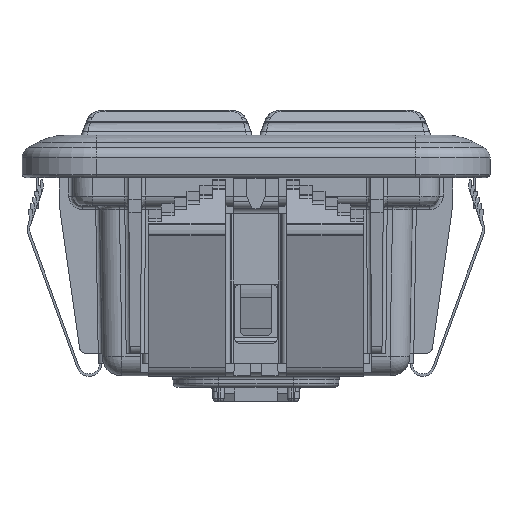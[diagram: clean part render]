
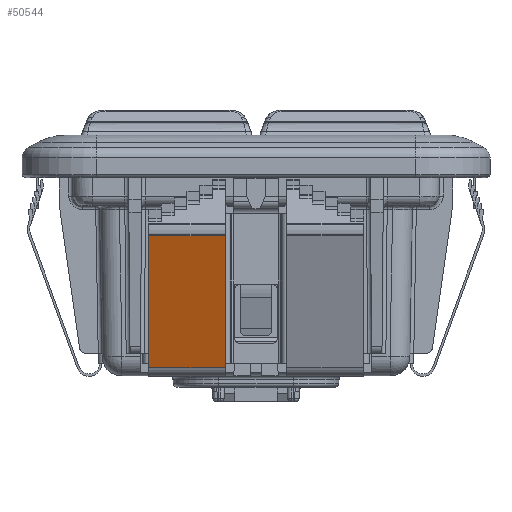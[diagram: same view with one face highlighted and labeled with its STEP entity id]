
A CAD part, front view. The second image highlights one B-rep face of the part: STEP entity #50544.
In plain terms, the highlighted planar face has unit normal (0, -0.938, -0.346).
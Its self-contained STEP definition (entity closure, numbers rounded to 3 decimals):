
#3535=DIRECTION('',(0.,0.346,-0.938));
#3536=VECTOR('',#3535,18.129);
#3537=CARTESIAN_POINT('',(-13.843,-72.203,-7.511));
#3538=LINE('',#3537,#3536);
#3637=DIRECTION('',(0.,0.346,-0.938));
#3638=VECTOR('',#3637,18.129);
#3639=CARTESIAN_POINT('',(-3.937,-72.203,-7.511));
#3640=LINE('',#3639,#3638);
#3690=DIRECTION('',(1.,0.,0.));
#3691=VECTOR('',#3690,9.906);
#3692=CARTESIAN_POINT('',(-13.843,-65.938,-24.523));
#3693=LINE('',#3692,#3691);
#3694=DIRECTION('',(1.,0.,0.));
#3695=VECTOR('',#3694,9.906);
#3696=CARTESIAN_POINT('',(-13.843,-72.203,-7.511));
#3697=LINE('',#3696,#3695);
#44362=CARTESIAN_POINT('',(-13.843,-72.203,-7.511));
#44363=CARTESIAN_POINT('',(-13.843,-65.938,-24.523));
#44364=VERTEX_POINT('',#44362);
#44365=VERTEX_POINT('',#44363);
#44376=CARTESIAN_POINT('',(-3.937,-72.203,-7.511));
#44377=VERTEX_POINT('',#44376);
#44378=CARTESIAN_POINT('',(-3.937,-65.938,-24.523));
#44379=VERTEX_POINT('',#44378);
#50533=CARTESIAN_POINT('',(-13.843,-72.203,-7.511));
#50534=DIRECTION('',(0.,0.938,0.346));
#50535=DIRECTION('',(0.,0.346,-0.938));
#50536=AXIS2_PLACEMENT_3D('',#50533,#50534,#50535);
#50537=PLANE('',#50536);
#50538=ORIENTED_EDGE('',*,*,#50413,.F.);
#50539=ORIENTED_EDGE('',*,*,#50481,.T.);
#50540=ORIENTED_EDGE('',*,*,#50494,.T.);
#50541=ORIENTED_EDGE('',*,*,#50525,.F.);
#50542=EDGE_LOOP('',(#50538,#50539,#50540,#50541));
#50543=FACE_OUTER_BOUND('',#50542,.F.);
#50544=ADVANCED_FACE('',(#50543),#50537,.F.);
#50413=EDGE_CURVE('',#44364,#44365,#3538,.T.);
#50481=EDGE_CURVE('',#44364,#44377,#3697,.T.);
#50494=EDGE_CURVE('',#44377,#44379,#3640,.T.);
#50525=EDGE_CURVE('',#44365,#44379,#3693,.T.);
